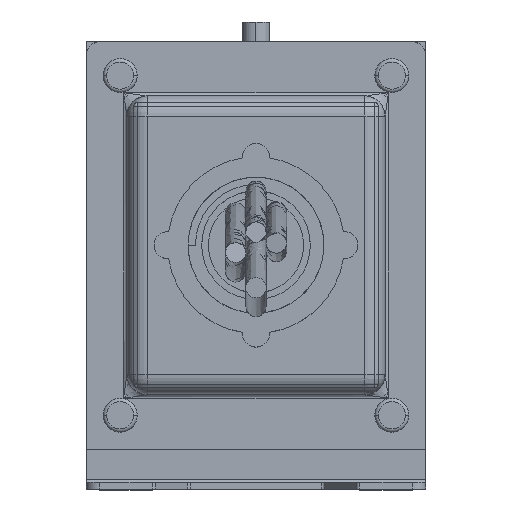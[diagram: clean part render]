
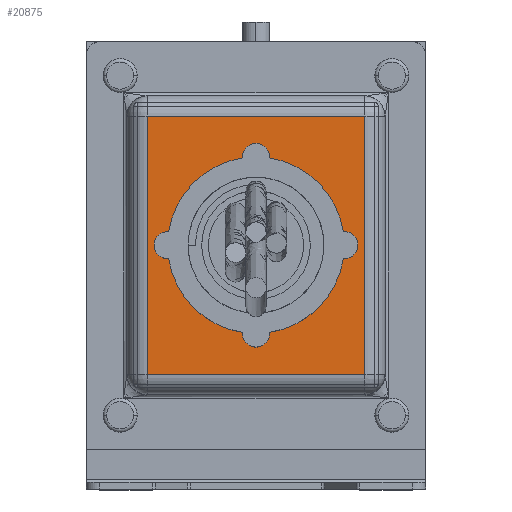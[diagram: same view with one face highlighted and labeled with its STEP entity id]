
A CAD part, top view. The second image highlights one B-rep face of the part: STEP entity #20875.
In plain terms, the highlighted planar face has unit normal (0, 0, 1).
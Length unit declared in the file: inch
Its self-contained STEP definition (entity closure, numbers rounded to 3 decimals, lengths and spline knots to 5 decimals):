
#458 = CARTESIAN_POINT ( 'NONE',  ( -1.61745, 1.35024, 4.49688 ) ) ;
#772 = CARTESIAN_POINT ( 'NONE',  ( -2.24737, 0.99591, 4.49688 ) ) ;
#1261 = CARTESIAN_POINT ( 'NONE',  ( -2.87729, -0.14582, 4.49688 ) ) ;
#1472 = CARTESIAN_POINT ( 'NONE',  ( -2.19541, 0.99332, 4.49684 ) ) ;
#1585 = VECTOR ( 'NONE', #22811, 39.37008 ) ;
#1836 = CARTESIAN_POINT ( 'NONE',  ( -1.86391, 0.49916, 4.49688 ) ) ;
#1981 = EDGE_LOOP ( 'NONE', ( #2962, #12116, #23163 ) ) ;
#2094 = CARTESIAN_POINT ( 'NONE',  ( -2.64107, 0.60221, 4.49688 ) ) ;
#2165 = FACE_OUTER_BOUND ( 'NONE', #8254, .T. ) ;
#2218 = CARTESIAN_POINT ( 'NONE',  ( -2.44564, 0.2582, 4.49688 ) ) ;
#2336 = CARTESIAN_POINT ( 'NONE',  ( -2.64107, 0.55068, 4.49688 ) ) ;
#2962 = ORIENTED_EDGE ( 'NONE', *, *, #23224, .F. ) ;
#3210 = CARTESIAN_POINT ( 'NONE',  ( -2.10885, 0.97096, 4.4969 ) ) ;
#3320 = CARTESIAN_POINT ( 'NONE',  ( -1.98695, 0.8986, 4.49685 ) ) ;
#4069 = CARTESIAN_POINT ( 'NONE',  ( -2.04909, 0.2582, 4.49688 ) ) ;
#4144 = CARTESIAN_POINT ( 'NONE',  ( -1.61745, -0.14582, 4.49688 ) ) ;
#4599 = ORIENTED_EDGE ( 'NONE', *, *, #20185, .T. ) ;
#5311 = CARTESIAN_POINT ( 'NONE',  ( -1.85367, 0.60221, 4.49688 ) ) ;
#5564 = CARTESIAN_POINT ( 'NONE',  ( -2.15756, 0.98575, 4.49684 ) ) ;
#5790 = CARTESIAN_POINT ( 'NONE',  ( -2.48932, 0.28738, 4.49688 ) ) ;
#5923 = CARTESIAN_POINT ( 'NONE',  ( -2.35042, 0.21876, 4.49688 ) ) ;
#6235 = AXIS2_PLACEMENT_3D ( 'NONE', #7179, #12774, #24109 ) ;
#6885 = CARTESIAN_POINT ( 'NONE',  ( -2.05034, 0.94405, 4.49691 ) ) ;
#7019 = CARTESIAN_POINT ( 'NONE',  ( -1.8662, 0.70409, 4.49686 ) ) ;
#7146 = CARTESIAN_POINT ( 'NONE',  ( -1.92722, 0.83171, 4.49688 ) ) ;
#7179 = CARTESIAN_POINT ( 'NONE',  ( -3.23162, 1.78331, 4.49688 ) ) ;
#7277 = DIRECTION ( 'NONE',  ( 0., -1., 0. ) ) ;
#7363 = CARTESIAN_POINT ( 'NONE',  ( -1.90336, 0.40394, 4.49688 ) ) ;
#8102 = LINE ( 'NONE', #19116, #16896 ) ;
#8254 = EDGE_LOOP ( 'NONE', ( #22933, #4599, #11132, #9826 ) ) ;
#8379 = VERTEX_POINT ( 'NONE', #2094 ) ;
#8431 = EDGE_CURVE ( 'NONE', #8379, #23963, #23580, .T. ) ;
#8517 = CARTESIAN_POINT ( 'NONE',  ( -2.48932, 0.91704, 4.49688 ) ) ;
#8767 = CARTESIAN_POINT ( 'NONE',  ( -1.95095, 0.86164, 4.49684 ) ) ;
#9246 = CARTESIAN_POINT ( 'NONE',  ( -1.93475, 0.84187, 4.49686 ) ) ;
#9349 = CARTESIAN_POINT ( 'NONE',  ( -1.85367, 0.55068, 4.49688 ) ) ;
#9826 = ORIENTED_EDGE ( 'NONE', *, *, #21170, .T. ) ;
#10020 = CARTESIAN_POINT ( 'NONE',  ( -2.2989, 0.99591, 4.49688 ) ) ;
#10267 = CARTESIAN_POINT ( 'NONE',  ( -2.35042, 0.98567, 4.49688 ) ) ;
#10563 = CARTESIAN_POINT ( 'NONE',  ( -1.85367, 0.60221, 4.49688 ) ) ;
#10612 = EDGE_CURVE ( 'NONE', #13486, #16097, #19205, .T. ) ;
#10622 = CARTESIAN_POINT ( 'NONE',  ( -2.87729, 1.35024, 4.49688 ) ) ;
#10868 = CARTESIAN_POINT ( 'NONE',  ( -2.07334, 0.95629, 4.49692 ) ) ;
#11132 = ORIENTED_EDGE ( 'NONE', *, *, #10612, .T. ) ;
#11598 = CARTESIAN_POINT ( 'NONE',  ( -2.00542, 0.28738, 4.49688 ) ) ;
#11722 = CARTESIAN_POINT ( 'NONE',  ( -2.64107, 0.60221, 4.49688 ) ) ;
#11781 = CARTESIAN_POINT ( 'NONE',  ( -2.5622, 0.84416, 4.49688 ) ) ;
#12116 = ORIENTED_EDGE ( 'NONE', *, *, #8431, .F. ) ;
#12340 = CARTESIAN_POINT ( 'NONE',  ( -2.24737, 0.99591, 4.49688 ) ) ;
#12514 = LINE ( 'NONE', #14331, #18217 ) ;
#12613 = EDGE_CURVE ( 'NONE', #18473, #14435, #12514, .T. ) ;
#12646 = LINE ( 'NONE', #1261, #18462 ) ;
#12774 = DIRECTION ( 'NONE',  ( 0., 0., 1. ) ) ;
#13092 = CARTESIAN_POINT ( 'NONE',  ( -1.85367, 0.62756, 4.49684 ) ) ;
#13440 = CARTESIAN_POINT ( 'NONE',  ( -2.87729, -0.14582, 4.49688 ) ) ;
#13486 = VERTEX_POINT ( 'NONE', #13440 ) ;
#14228 = PLANE ( 'NONE',  #6235 ) ;
#14331 = CARTESIAN_POINT ( 'NONE',  ( -2.9954, 1.35024, 4.49688 ) ) ;
#14431 = CARTESIAN_POINT ( 'NONE',  ( -2.14513, 0.98262, 4.49685 ) ) ;
#14435 = VERTEX_POINT ( 'NONE', #10622 ) ;
#14560 = CARTESIAN_POINT ( 'NONE',  ( -2.24737, 0.99591, 4.49688 ) ) ;
#14682 = CARTESIAN_POINT ( 'NONE',  ( -2.22139, 0.99591, 4.49686 ) ) ;
#15157 = CARTESIAN_POINT ( 'NONE',  ( -2.59138, 0.40394, 4.49688 ) ) ;
#15835 = CARTESIAN_POINT ( 'NONE',  ( -2.63082, 0.70526, 4.49688 ) ) ;
#16097 = VERTEX_POINT ( 'NONE', #4144 ) ;
#16310 = CARTESIAN_POINT ( 'NONE',  ( -1.85614, 0.6533, 4.49683 ) ) ;
#16771 = CARTESIAN_POINT ( 'NONE',  ( -2.19583, 0.20851, 4.49688 ) ) ;
#16890 = CARTESIAN_POINT ( 'NONE',  ( -1.85367, 0.60221, 4.49688 ) ) ;
#16896 = VECTOR ( 'NONE', #17136, 39.37008 ) ;
#16973 = FACE_BOUND ( 'NONE', #1981, .T. ) ;
#17136 = DIRECTION ( 'NONE',  ( 0., 1., 0. ) ) ;
#17442 = B_SPLINE_CURVE_WITH_KNOTS ( 'NONE', 3,
 ( #772, #10020, #10267, #17678, #8517, #11781, #17561, #15835, #17444, #17915 ),
 .UNSPECIFIED., .F., .F.,
 ( 4, 2, 2, 2, 4 ),
 ( 0.25, 0.3125, 0.375, 0.4375, 0.5 ),
 .UNSPECIFIED. ) ;
#17444 = CARTESIAN_POINT ( 'NONE',  ( -2.64107, 0.65375, 4.49688 ) ) ;
#17561 = CARTESIAN_POINT ( 'NONE',  ( -2.59138, 0.80049, 4.49688 ) ) ;
#17678 = CARTESIAN_POINT ( 'NONE',  ( -2.44564, 0.94622, 4.49688 ) ) ;
#17915 = CARTESIAN_POINT ( 'NONE',  ( -2.64107, 0.60221, 4.49688 ) ) ;
#18217 = VECTOR ( 'NONE', #21886, 39.37008 ) ;
#18387 = CARTESIAN_POINT ( 'NONE',  ( -2.12081, 0.97523, 4.49688 ) ) ;
#18462 = VECTOR ( 'NONE', #7277, 39.37008 ) ;
#18473 = VERTEX_POINT ( 'NONE', #458 ) ;
#19116 = CARTESIAN_POINT ( 'NONE',  ( -1.61745, 1.35024, 4.49688 ) ) ;
#19119 = CARTESIAN_POINT ( 'NONE',  ( -1.93254, 0.36026, 4.49688 ) ) ;
#19205 = LINE ( 'NONE', #22950, #1585 ) ;
#20185 = EDGE_CURVE ( 'NONE', #14435, #13486, #12646, .T. ) ;
#20357 = CARTESIAN_POINT ( 'NONE',  ( -1.87379, 0.72914, 4.49688 ) ) ;
#20875 = ADVANCED_FACE ( 'NONE', ( #16973, #2165 ), #14228, .T. ) ;
#20990 = CARTESIAN_POINT ( 'NONE',  ( -2.2989, 0.20851, 4.49688 ) ) ;
#21170 = EDGE_CURVE ( 'NONE', #16097, #18473, #8102, .T. ) ;
#21854 = EDGE_CURVE ( 'NONE', #23895, #8379, #17442, .T. ) ;
#21886 = DIRECTION ( 'NONE',  ( -1., 0., 0. ) ) ;
#21985 = CARTESIAN_POINT ( 'NONE',  ( -1.89367, 0.77706, 4.49692 ) ) ;
#22481 = CARTESIAN_POINT ( 'NONE',  ( -1.90596, 0.79992, 4.49692 ) ) ;
#22707 = CARTESIAN_POINT ( 'NONE',  ( -2.5622, 0.36026, 4.49688 ) ) ;
#22811 = DIRECTION ( 'NONE',  ( 1., 0., 0. ) ) ;
#22838 = CARTESIAN_POINT ( 'NONE',  ( -2.63082, 0.49916, 4.49688 ) ) ;
#22933 = ORIENTED_EDGE ( 'NONE', *, *, #12613, .T. ) ;
#22950 = CARTESIAN_POINT ( 'NONE',  ( -1.61745, -0.14582, 4.49688 ) ) ;
#23163 = ORIENTED_EDGE ( 'NONE', *, *, #21854, .F. ) ;
#23224 = EDGE_CURVE ( 'NONE', #23963, #23895, #23367, .T. ) ;
#23367 = B_SPLINE_CURVE_WITH_KNOTS ( 'NONE', 3,
 ( #5311, #13092, #16310, #7019, #20357, #21985, #22481, #7146, #9246, #8767, #23828, #3320, #24321, #6885, #10868, #3210, #18387, #14431, #5564, #1472, #14682, #14560 ),
 .UNSPECIFIED., .F., .F.,
 ( 4, 2, 2, 2, 2, 2, 2, 2, 2, 2, 4 ),
 ( 0., 0.125, 0.25, 0.375, 0.4375, 0.5, 0.625, 0.75, 0.8125, 0.875, 1. ),
 .UNSPECIFIED. ) ;
#23580 = B_SPLINE_CURVE_WITH_KNOTS ( 'NONE', 3,
 ( #11722, #2336, #22838, #15157, #22707, #5790, #2218, #5923, #20990, #16771, #24294, #4069, #11598, #19119, #7363, #1836, #9349, #16890 ),
 .UNSPECIFIED., .F., .F.,
 ( 4, 2, 2, 2, 2, 2, 2, 2, 4 ),
 ( 0.5, 0.5625, 0.625, 0.6875, 0.75, 0.8125, 0.875, 0.9375, 1. ),
 .UNSPECIFIED. ) ;
#23828 = CARTESIAN_POINT ( 'NONE',  ( -1.95959, 0.87119, 4.49684 ) ) ;
#23895 = VERTEX_POINT ( 'NONE', #12340 ) ;
#23963 = VERTEX_POINT ( 'NONE', #10563 ) ;
#24109 = DIRECTION ( 'NONE',  ( 1., 0., 0. ) ) ;
#24294 = CARTESIAN_POINT ( 'NONE',  ( -2.14432, 0.21876, 4.49688 ) ) ;
#24321 = CARTESIAN_POINT ( 'NONE',  ( -2.00715, 0.91521, 4.49687 ) ) ;
